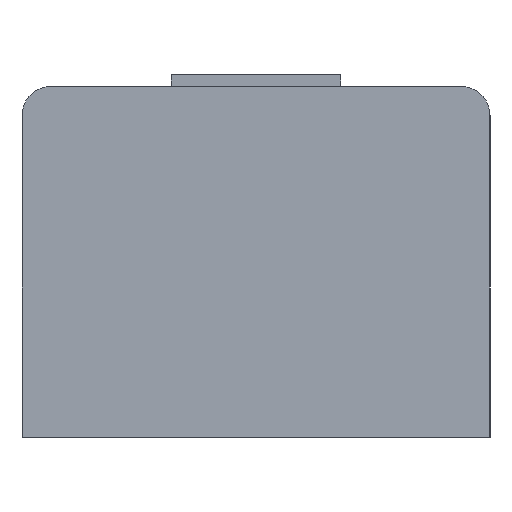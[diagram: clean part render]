
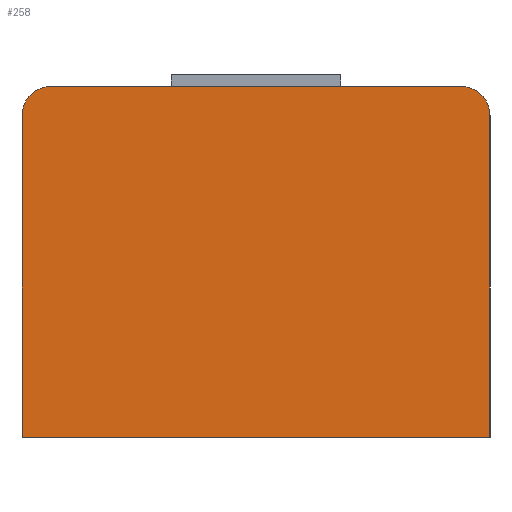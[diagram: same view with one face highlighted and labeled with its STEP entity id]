
A CAD part, left-side view. The second image highlights one B-rep face of the part: STEP entity #258.
In plain terms, the highlighted planar face has unit normal (-1, 0, 0).
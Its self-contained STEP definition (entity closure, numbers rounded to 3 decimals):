
#36=LINE('',#409,#63);
#42=LINE('',#427,#69);
#44=LINE('',#432,#71);
#46=LINE('',#435,#73);
#63=VECTOR('',#335,10.);
#69=VECTOR('',#353,10.);
#71=VECTOR('',#359,10.);
#73=VECTOR('',#363,10.);
#87=FACE_OUTER_BOUND('',#104,.T.);
#104=EDGE_LOOP('',(#223,#224,#225,#226,#227,#228));
#108=CIRCLE('',#283,0.5);
#111=CIRCLE('',#289,0.5);
#123=VERTEX_POINT('',#399);
#124=VERTEX_POINT('',#401);
#126=VERTEX_POINT('',#407);
#131=VERTEX_POINT('',#421);
#132=VERTEX_POINT('',#425);
#133=VERTEX_POINT('',#431);
#149=EDGE_CURVE('',#123,#124,#108,.T.);
#153=EDGE_CURVE('',#126,#123,#36,.T.);
#159=EDGE_CURVE('',#131,#126,#111,.T.);
#162=EDGE_CURVE('',#131,#132,#42,.T.);
#164=EDGE_CURVE('',#124,#133,#44,.T.);
#166=EDGE_CURVE('',#133,#132,#46,.T.);
#223=ORIENTED_EDGE('',*,*,#149,.F.);
#224=ORIENTED_EDGE('',*,*,#153,.F.);
#225=ORIENTED_EDGE('',*,*,#159,.F.);
#226=ORIENTED_EDGE('',*,*,#162,.T.);
#227=ORIENTED_EDGE('',*,*,#166,.F.);
#228=ORIENTED_EDGE('',*,*,#164,.F.);
#243=PLANE('',#293);
#258=ADVANCED_FACE('',(#87),#243,.T.);
#283=AXIS2_PLACEMENT_3D('',#402,#328,#329);
#289=AXIS2_PLACEMENT_3D('',#422,#347,#348);
#293=AXIS2_PLACEMENT_3D('',#434,#361,#362);
#328=DIRECTION('center_axis',(1.,0.,0.));
#329=DIRECTION('ref_axis',(0.,-0.707,0.707));
#335=DIRECTION('',(0.,-1.,0.));
#347=DIRECTION('center_axis',(1.,0.,0.));
#348=DIRECTION('ref_axis',(0.,0.707,0.707));
#353=DIRECTION('',(0.,0.,-1.));
#359=DIRECTION('',(0.,0.,-1.));
#361=DIRECTION('center_axis',(-1.,0.,0.));
#362=DIRECTION('ref_axis',(0.,1.,0.));
#363=DIRECTION('',(0.,1.,0.));
#399=CARTESIAN_POINT('',(-4.,-3.5,0.));
#401=CARTESIAN_POINT('',(-4.,-4.,-0.5));
#402=CARTESIAN_POINT('Origin',(-4.,-3.5,-0.5));
#407=CARTESIAN_POINT('',(-4.,3.5,0.));
#409=CARTESIAN_POINT('',(-4.,4.,0.));
#421=CARTESIAN_POINT('',(-4.,4.,-0.5));
#422=CARTESIAN_POINT('Origin',(-4.,3.5,-0.5));
#425=CARTESIAN_POINT('',(-4.,4.,-6.));
#427=CARTESIAN_POINT('',(-4.,4.,0.));
#431=CARTESIAN_POINT('',(-4.,-4.,-6.));
#432=CARTESIAN_POINT('',(-4.,-4.,0.));
#434=CARTESIAN_POINT('Origin',(-4.,-4.,0.));
#435=CARTESIAN_POINT('',(-4.,4.,-6.));
